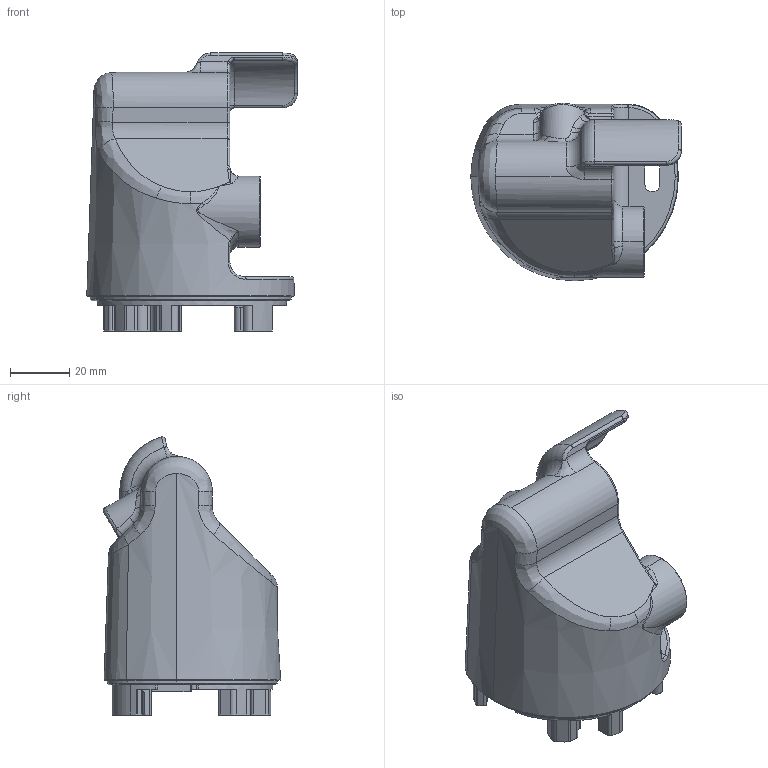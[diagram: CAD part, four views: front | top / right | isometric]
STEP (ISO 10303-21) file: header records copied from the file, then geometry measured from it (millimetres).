
FILE_DESCRIPTION (( 'STEP AP214' ), '1' );
FILE_NAME ('RCDT-PR-001 Front Housing R0.STEP', '2025-04-08T01:06:55', ( '' ), ( '' ), 'SwSTEP 2.0', 'SolidWorks 2024', '' );
FILE_SCHEMA (( 'AUTOMOTIVE_DESIGN' ));
Length unit declared in the file: millimetre
Products named in the file (1): RCDT-PR-001 Front Housing R0
Bounding box: 71.08 x 59.89 x 93.92 mm (x, y, z)
Volume: 77096.4 mm3; surface area: 36209.6 mm2
Topology: 1 solids, 1 shells, 473 faces, 1254 edges, 769 vertices
Faces by surface type: cylinder 212, plane 105, bspline 69, cone 63, torus 24
Entity records: 23681 total; most frequent: CARTESIAN_POINT 7269, ORIENTED_EDGE 2436, DIRECTION 2323, EDGE_CURVE 1218, AXIS2_PLACEMENT_3D 917, VERTEX_POINT 769, CIRCLE 512, EDGE_LOOP 503
